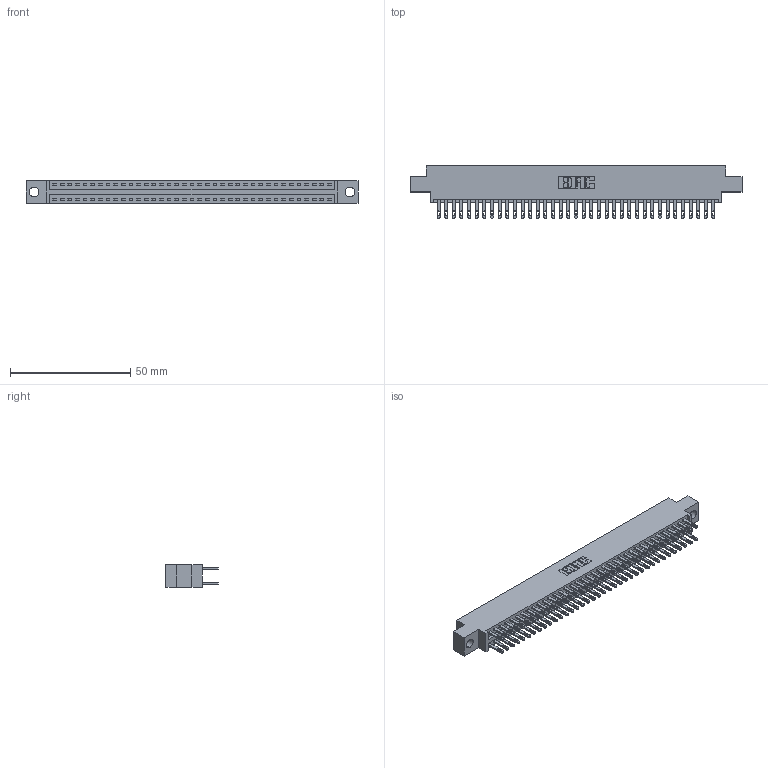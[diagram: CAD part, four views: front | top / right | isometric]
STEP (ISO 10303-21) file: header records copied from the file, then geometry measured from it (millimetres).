
FILE_DESCRIPTION (( 'STEP AP203' ), '1' );
FILE_NAME ('346-074-500-804.STEP', '2022-05-25T01:30:28', ( '' ), ( '' ), 'SwSTEP 2.0', 'SolidWorks 2020', '' );
FILE_SCHEMA (( 'CONFIG_CONTROL_DESIGN' ));
Length unit declared in the file: inch
Products named in the file (3): 345-292-001_345-293-100; 346-074-500-804; 346 Part_0.170 Offset - 0.156 Dia-TH
Assembly tree (75 placements, depth 2):
  346-074-500-804
    346 Part_0.170 Offset - 0.156 Dia-TH
    345-292-001_345-293-100  x74
Bounding box: 138.05 x 21.84 x 9.4 mm (x, y, z)
Volume: 13388.2 mm3; surface area: 19126.5 mm2
Topology: 75 solids, 75 shells, 3692 faces, 11255 edges, 7502 vertices
Faces by surface type: plane 2240, cylinder 1452
Entity records: 25301 total; most frequent: CARTESIAN_POINT 4182, ORIENTED_EDGE 4114, DIRECTION 3737, EDGE_CURVE 2057, LINE 1773, VECTOR 1773, VERTEX_POINT 1370, AXIS2_PLACEMENT_3D 982
